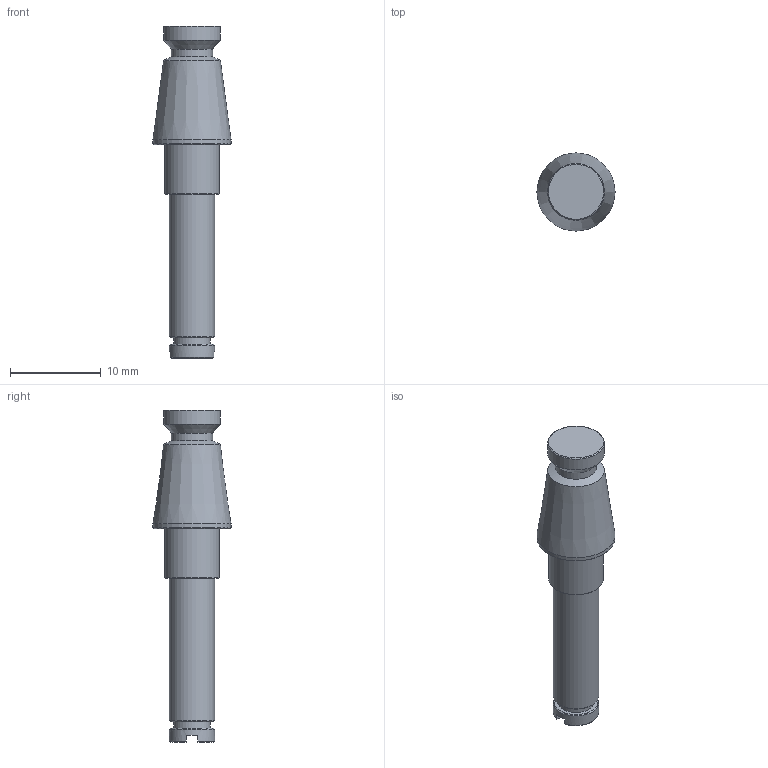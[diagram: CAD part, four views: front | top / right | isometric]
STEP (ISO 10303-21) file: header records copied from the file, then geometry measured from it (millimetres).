
FILE_DESCRIPTION(/* description */ (''),/* implementation_level */ '2;1');
FILE_NAME(/* name */ 'Link Shaft - DOIO v3.step',/* time_stamp */ '2025-04-21T12:59:39-04:00',/* author */ (''),/* organization */ (''),/* preprocessor_version */ 'ST-DEVELOPER v20.1',/* originating_system */ 'Autodesk Translation Framework v14.4.0.0',/* authorisation */ '');
FILE_SCHEMA (('AUTOMOTIVE_DESIGN { 1 0 10303 214 3 1 1 }'));
Length unit declared in the file: millimetre
Products named in the file (1): Link Shaft - DOIO
Bounding box: 8.6 x 8.6 x 36.55 mm (x, y, z)
Volume: 1003.2 mm3; surface area: 786.1 mm2
Topology: 1 solids, 1 shells, 27 faces, 57 edges, 36 vertices
Faces by surface type: cone 10, plane 10, cylinder 7
Full cylindrical faces by diameter (mm): 4 x1, 4.55 x1, 5 x2, 6 x1, 6.26 x1, 8.6 x1
Entity records: 762 total; most frequent: DIRECTION 139, CARTESIAN_POINT 129, ORIENTED_EDGE 114, AXIS2_PLACEMENT_3D 58, EDGE_CURVE 57, VERTEX_POINT 36, EDGE_LOOP 31, CIRCLE 30
